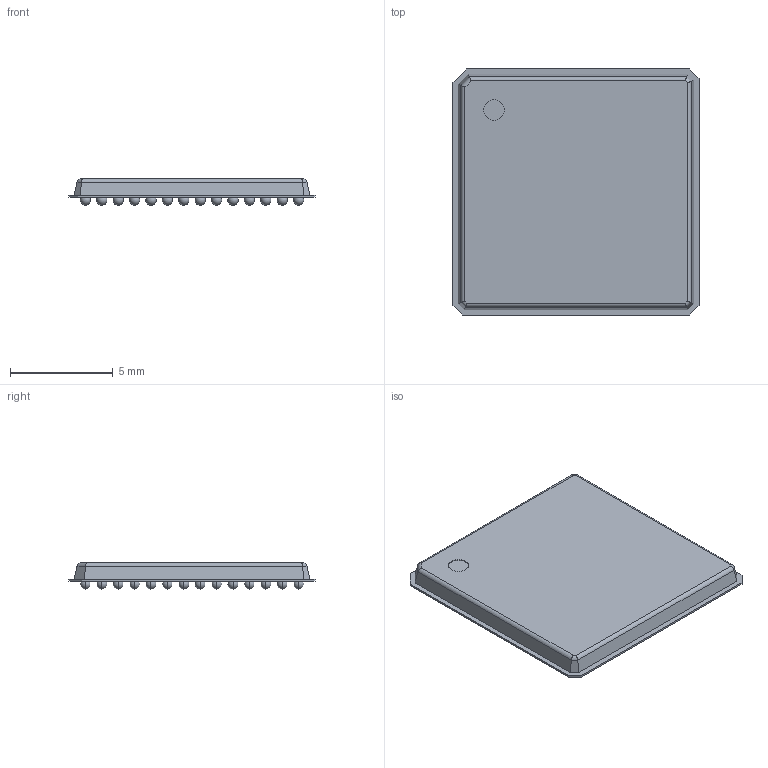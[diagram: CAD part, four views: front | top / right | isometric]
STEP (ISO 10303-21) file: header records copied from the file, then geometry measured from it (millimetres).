
FILE_DESCRIPTION((''),'2;1');
FILE_NAME('ZHH0144A_ASM','2021-01-15T13:52:35',('a0412086'),(''),'CREO PARAMETRIC BY PTC INC, 2018500','CREO PARAMETRIC BY PTC INC, 2018500','');
FILE_SCHEMA(('CONFIG_CONTROL_DESIGN','SHAPE_APPEARANCE_LAYERS_GROUPS'));
Length unit declared in the file: millimetre
Products named in the file (69): SUBSTRATE_AF0; SOLDER_BALL; SOLDER_BALL_AF0; SOLDER_BALL_AF1; SOLDER_BALL_AF2; SOLDER_BALL_AF3; SOLDER_BALL_AF4; SOLDER_BALL_AF5; SOLDER_BALL_AF6; SOLDER_BALL_AF7; SOLDER_BALL_AF8; SOLDER_BALL_AF9; SOLDER_BALL_AF10; SOLDER_BALL_AF11; SOLDER_BALL_AF12; SOLDER_BALL_AF13; SOLDER_BALL_AF14; SOLDER_BALL_AF15; SOLDER_BALL_AF16; SOLDER_BALL_AF17; SOLDER_BALL_AF18; SOLDER_BALL_AF19; SOLDER_BALL_AF20; SOLDER_BALL_AF21; SOLDER_BALL_AF22; SOLDER_BALL_AF23; SOLDER_BALL_AF24; SOLDER_BALL_AF25; SOLDER_BALL_AF26; SOLDER_BALL_AF27; SOLDER_BALL_AF28; SOLDER_BALL_AF29; SOLDER_BALL_AF30; SOLDER_BALL_AF31; SOLDER_BALL_AF32; SOLDER_BALL_AF33; SOLDER_BALL_AF34; SOLDER_BALL_AF35; SOLDER_BALL_AF36; SOLDER_BALL_AF37 ...
Assembly tree (199 placements, depth 2):
  ZHH0144A_ASM
    SUBSTRATE_AF0
    SOLDER_BALL  x132
    SOLDER_BALL_AF0
    SOLDER_BALL_AF1
    SOLDER_BALL_AF2
    SOLDER_BALL_AF3
    SOLDER_BALL_AF4
    SOLDER_BALL_AF5
    SOLDER_BALL_AF6
    SOLDER_BALL_AF7
    SOLDER_BALL_AF8
    SOLDER_BALL_AF9
    SOLDER_BALL_AF10
    SOLDER_BALL_AF11
    SOLDER_BALL_AF12
    SOLDER_BALL_AF13
    SOLDER_BALL_AF14
    SOLDER_BALL_AF15
    SOLDER_BALL_AF16
    SOLDER_BALL_AF17
    SOLDER_BALL_AF18
    SOLDER_BALL_AF19
    SOLDER_BALL_AF20
    SOLDER_BALL_AF21
    SOLDER_BALL_AF22
    SOLDER_BALL_AF23
    SOLDER_BALL_AF24
    SOLDER_BALL_AF25
    SOLDER_BALL_AF26
    SOLDER_BALL_AF27
    SOLDER_BALL_AF28
    SOLDER_BALL_AF29
    SOLDER_BALL_AF30
    SOLDER_BALL_AF31
    SOLDER_BALL_AF32
    SOLDER_BALL_AF33
    SOLDER_BALL_AF34
    SOLDER_BALL_AF35
    SOLDER_BALL_AF36
    SOLDER_BALL_AF37
    SOLDER_BALL_AF38
    SOLDER_BALL_AF39
    SOLDER_BALL_AF40
    SOLDER_BALL_AF41
    SOLDER_BALL_AF42
    SOLDER_BALL_AF43
    SOLDER_BALL_AF44
    SOLDER_BALL_AF45
    SOLDER_BALL_AF46
    SOLDER_BALL_AF47
    SOLDER_BALL_AF48
    SOLDER_BALL_AF49
    SOLDER_BALL_AF50
    SOLDER_BALL_AF51
    SOLDER_BALL_AF52
    SOLDER_BALL_AF53
    SOLDER_BALL_AF54
    SOLDER_BALL_AF55
    SOLDER_BALL_AF56
Bounding box: 12 x 12 x 1.29 mm (x, y, z)
Volume: 123.6 mm3; surface area: 690.5 mm2
Topology: 146 solids, 146 shells, 463 faces, 934 edges, 476 vertices
Faces by surface type: sphere 288, plane 165, cylinder 10
Entity records: 4839 total; most frequent: DIRECTION 846, CARTESIAN_POINT 599, AXIS2_PLACEMENT_3D 394, PRODUCT_DEFINITION_SHAPE 268, ORIENTED_EDGE 244, ITEM_DEFINED_TRANSFORMATION 199, CONTEXT_DEPENDENT_SHAPE_REPRESENTATION 199, NEXT_ASSEMBLY_USAGE_OCCURRENCE 199
